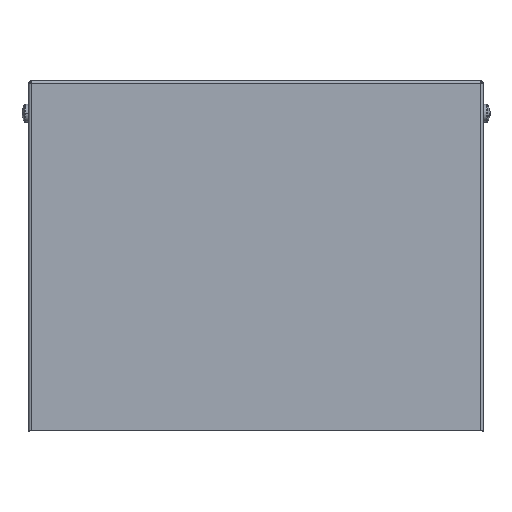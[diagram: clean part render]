
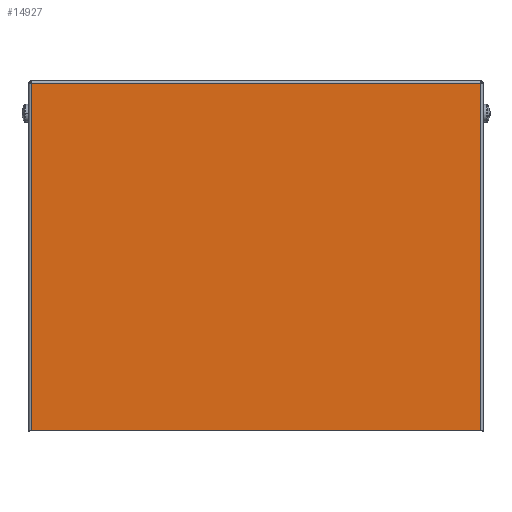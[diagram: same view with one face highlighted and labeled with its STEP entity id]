
A CAD part, top view. The second image highlights one B-rep face of the part: STEP entity #14927.
In plain terms, the highlighted planar face has unit normal (0, 0, 1).
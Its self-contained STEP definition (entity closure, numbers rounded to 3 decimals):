
#422 = ORIENTED_EDGE ( 'NONE', *, *, #3468, .T. ) ;
#951 = VECTOR ( 'NONE', #15190, 1000. ) ;
#1358 = CARTESIAN_POINT ( 'NONE',  ( 1.6, 233.4, 0. ) ) ;
#2360 = ORIENTED_EDGE ( 'NONE', *, *, #3243, .T. ) ;
#2844 = DIRECTION ( 'NONE',  ( 0., 0., -1. ) ) ;
#3189 = VECTOR ( 'NONE', #15137, 1000. ) ;
#3220 = DIRECTION ( 'NONE',  ( 0., -1., 0. ) ) ;
#3243 = EDGE_CURVE ( 'NONE', #3566, #5712, #7992, .T. ) ;
#3468 = EDGE_CURVE ( 'NONE', #5712, #7063, #5509, .T. ) ;
#3566 = VERTEX_POINT ( 'NONE', #4154 ) ;
#4075 = CARTESIAN_POINT ( 'NONE',  ( 303.4, 233.4, 0. ) ) ;
#4154 = CARTESIAN_POINT ( 'NONE',  ( 303.4, 0., 0. ) ) ;
#5223 = CARTESIAN_POINT ( 'NONE',  ( 0., 0., 0. ) ) ;
#5392 = VERTEX_POINT ( 'NONE', #6502 ) ;
#5509 = LINE ( 'NONE', #4075, #951 ) ;
#5712 = VERTEX_POINT ( 'NONE', #11672 ) ;
#6502 = CARTESIAN_POINT ( 'NONE',  ( 1.6, 0., 0. ) ) ;
#7063 = VERTEX_POINT ( 'NONE', #1358 ) ;
#7625 = DIRECTION ( 'NONE',  ( -1., 0., 0. ) ) ;
#7992 = LINE ( 'NONE', #11550, #3189 ) ;
#8333 = CARTESIAN_POINT ( 'NONE',  ( 0., 0., 0. ) ) ;
#8615 = ORIENTED_EDGE ( 'NONE', *, *, #12210, .T. ) ;
#8859 = ORIENTED_EDGE ( 'NONE', *, *, #13917, .T. ) ;
#9597 = DIRECTION ( 'NONE',  ( 1., 0., 0. ) ) ;
#11550 = CARTESIAN_POINT ( 'NONE',  ( 303.4, 0., 0. ) ) ;
#11568 = PLANE ( 'NONE',  #12731 ) ;
#11636 = CARTESIAN_POINT ( 'NONE',  ( 1.6, 235., 0. ) ) ;
#11672 = CARTESIAN_POINT ( 'NONE',  ( 303.4, 233.4, 0. ) ) ;
#11729 = VECTOR ( 'NONE', #9597, 1000. ) ;
#12210 = EDGE_CURVE ( 'NONE', #5392, #3566, #14339, .T. ) ;
#12464 = VECTOR ( 'NONE', #3220, 1000. ) ;
#12731 = AXIS2_PLACEMENT_3D ( 'NONE', #5223, #2844, #7625 ) ;
#13382 = EDGE_LOOP ( 'NONE', ( #422, #8859, #8615, #2360 ) ) ;
#13874 = FACE_OUTER_BOUND ( 'NONE', #13382, .T. ) ;
#13917 = EDGE_CURVE ( 'NONE', #7063, #5392, #14090, .T. ) ;
#14090 = LINE ( 'NONE', #11636, #12464 ) ;
#14339 = LINE ( 'NONE', #8333, #11729 ) ;
#14927 = ADVANCED_FACE ( 'NONE', ( #13874 ), #11568, .F. ) ;
#15137 = DIRECTION ( 'NONE',  ( 0., 1., 0. ) ) ;
#15190 = DIRECTION ( 'NONE',  ( -1., 0., 0. ) ) ;
